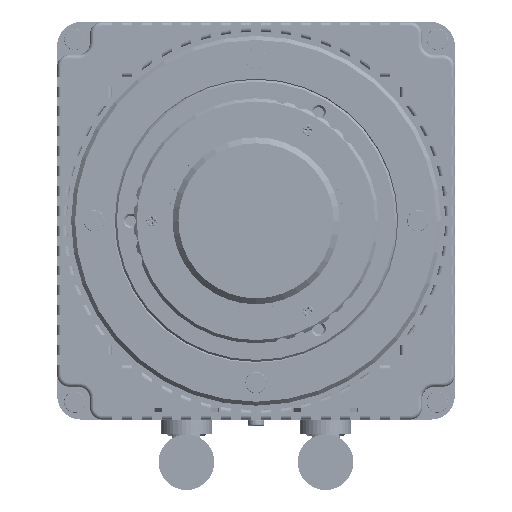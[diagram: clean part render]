
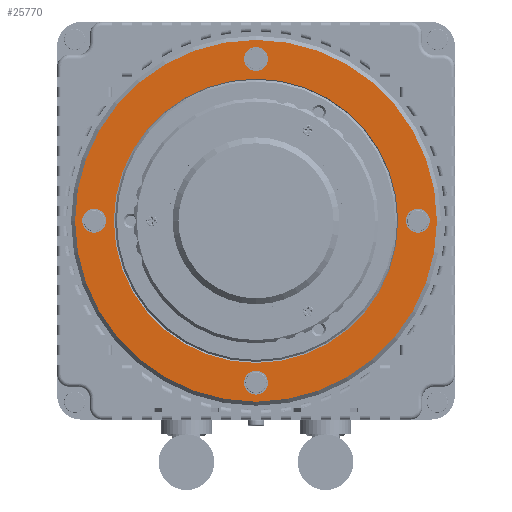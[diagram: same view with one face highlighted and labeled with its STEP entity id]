
A CAD part, front view. The second image highlights one B-rep face of the part: STEP entity #25770.
In plain terms, the highlighted planar face has unit normal (0, -1, 0).
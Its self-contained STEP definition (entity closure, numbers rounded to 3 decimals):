
#297 = CIRCLE ( 'NONE', #119249, 3. ) ;
#889 = CARTESIAN_POINT ( 'NONE',  ( 0., -22.04, 40.7 ) ) ;
#1349 = DIRECTION ( 'NONE',  ( 0., -1., 0. ) ) ;
#5281 = EDGE_LOOP ( 'NONE', ( #156358, #111144 ) ) ;
#7174 = VERTEX_POINT ( 'NONE', #180845 ) ;
#7184 = AXIS2_PLACEMENT_3D ( 'NONE', #15217, #1349, #99176 ) ;
#9182 = ORIENTED_EDGE ( 'NONE', *, *, #167896, .F. ) ;
#9464 = DIRECTION ( 'NONE',  ( -1., 0., 0. ) ) ;
#9480 = DIRECTION ( 'NONE',  ( 0., -1., 0. ) ) ;
#11031 = CARTESIAN_POINT ( 'NONE',  ( 0., -22.04, -40.7 ) ) ;
#12533 = CARTESIAN_POINT ( 'NONE',  ( 0., -22.04, 43.7 ) ) ;
#13241 = EDGE_CURVE ( 'NONE', #62641, #101771, #194846, .T. ) ;
#13845 = CIRCLE ( 'NONE', #7184, 45.5 ) ;
#15217 = CARTESIAN_POINT ( 'NONE',  ( 0., -22.04, 0. ) ) ;
#19947 = VERTEX_POINT ( 'NONE', #49418 ) ;
#23683 = ORIENTED_EDGE ( 'NONE', *, *, #30731, .F. ) ;
#24212 = VERTEX_POINT ( 'NONE', #91720 ) ;
#25770 = ADVANCED_FACE ( 'NONE', ( #43156, #126057, #95163, #193047, #46280, #204844 ), #59124, .T. ) ;
#27769 = ORIENTED_EDGE ( 'NONE', *, *, #159686, .T. ) ;
#30731 = EDGE_CURVE ( 'NONE', #66051, #88245, #99981, .T. ) ;
#32711 = EDGE_LOOP ( 'NONE', ( #97524, #181008 ) ) ;
#36105 = EDGE_LOOP ( 'NONE', ( #86096, #9182 ) ) ;
#41660 = EDGE_CURVE ( 'NONE', #19947, #7174, #297, .T. ) ;
#41808 = AXIS2_PLACEMENT_3D ( 'NONE', #115570, #69795, #166606 ) ;
#43156 = FACE_BOUND ( 'NONE', #32711, .T. ) ;
#44873 = EDGE_CURVE ( 'NONE', #88245, #66051, #116160, .T. ) ;
#46280 = FACE_BOUND ( 'NONE', #84966, .T. ) ;
#48336 = ORIENTED_EDGE ( 'NONE', *, *, #61208, .F. ) ;
#49418 = CARTESIAN_POINT ( 'NONE',  ( -43.7, -22.04, 0. ) ) ;
#49676 = VERTEX_POINT ( 'NONE', #162991 ) ;
#49838 = DIRECTION ( 'NONE',  ( 0., -1., 0. ) ) ;
#56319 = DIRECTION ( 'NONE',  ( 1., 0., 0. ) ) ;
#59124 = PLANE ( 'NONE',  #96319 ) ;
#59387 = EDGE_CURVE ( 'NONE', #66001, #24212, #79114, .T. ) ;
#61208 = EDGE_CURVE ( 'NONE', #7174, #19947, #167696, .T. ) ;
#61999 = EDGE_CURVE ( 'NONE', #205017, #143931, #103268, .T. ) ;
#62231 = DIRECTION ( 'NONE',  ( 0., 0., -1. ) ) ;
#62641 = VERTEX_POINT ( 'NONE', #64357 ) ;
#63048 = DIRECTION ( 'NONE',  ( -1., 0., 0. ) ) ;
#63849 = DIRECTION ( 'NONE',  ( 0., 0., 1. ) ) ;
#64357 = CARTESIAN_POINT ( 'NONE',  ( 0., -22.04, -37.7 ) ) ;
#65294 = ORIENTED_EDGE ( 'NONE', *, *, #41660, .F. ) ;
#66001 = VERTEX_POINT ( 'NONE', #86516 ) ;
#66051 = VERTEX_POINT ( 'NONE', #131224 ) ;
#69795 = DIRECTION ( 'NONE',  ( 0., 1., 0. ) ) ;
#70610 = CARTESIAN_POINT ( 'NONE',  ( -40.7, -22.04, 0. ) ) ;
#76097 = AXIS2_PLACEMENT_3D ( 'NONE', #174274, #126352, #158281 ) ;
#76290 = CARTESIAN_POINT ( 'NONE',  ( 0., -22.04, 0. ) ) ;
#76521 = EDGE_LOOP ( 'NONE', ( #48336, #65294 ) ) ;
#79114 = CIRCLE ( 'NONE', #41808, 35.75 ) ;
#82778 = AXIS2_PLACEMENT_3D ( 'NONE', #70610, #88672, #153565 ) ;
#84141 = CARTESIAN_POINT ( 'NONE',  ( 0., -22.04, -43.7 ) ) ;
#84966 = EDGE_LOOP ( 'NONE', ( #23683, #95362 ) ) ;
#86096 = ORIENTED_EDGE ( 'NONE', *, *, #13241, .F. ) ;
#86516 = CARTESIAN_POINT ( 'NONE',  ( -35.75, -22.04, 0. ) ) ;
#88245 = VERTEX_POINT ( 'NONE', #12533 ) ;
#88672 = DIRECTION ( 'NONE',  ( 0., -1., 0. ) ) ;
#88895 = DIRECTION ( 'NONE',  ( 0., 0., 1. ) ) ;
#88903 = DIRECTION ( 'NONE',  ( 0., 0., -1. ) ) ;
#90153 = DIRECTION ( 'NONE',  ( 1., 0., 0. ) ) ;
#90316 = CARTESIAN_POINT ( 'NONE',  ( 40.7, -22.04, 0. ) ) ;
#90976 = DIRECTION ( 'NONE',  ( 0., -1., 0. ) ) ;
#91604 = AXIS2_PLACEMENT_3D ( 'NONE', #90316, #155217, #9464 ) ;
#91720 = CARTESIAN_POINT ( 'NONE',  ( 35.75, -22.04, 0. ) ) ;
#92043 = DIRECTION ( 'NONE',  ( 0., -1., 0. ) ) ;
#93087 = CARTESIAN_POINT ( 'NONE',  ( 0., -22.04, 0. ) ) ;
#95163 = FACE_BOUND ( 'NONE', #36105, .T. ) ;
#95362 = ORIENTED_EDGE ( 'NONE', *, *, #44873, .F. ) ;
#96319 = AXIS2_PLACEMENT_3D ( 'NONE', #93087, #92043, #62231 ) ;
#97524 = ORIENTED_EDGE ( 'NONE', *, *, #118450, .F. ) ;
#99176 = DIRECTION ( 'NONE',  ( 0., 0., -1. ) ) ;
#99981 = CIRCLE ( 'NONE', #123871, 3. ) ;
#101057 = AXIS2_PLACEMENT_3D ( 'NONE', #185731, #186777, #88903 ) ;
#101771 = VERTEX_POINT ( 'NONE', #84141 ) ;
#102542 = AXIS2_PLACEMENT_3D ( 'NONE', #203088, #9480, #56319 ) ;
#103112 = AXIS2_PLACEMENT_3D ( 'NONE', #11031, #112779, #63849 ) ;
#103268 = CIRCLE ( 'NONE', #76097, 45.5 ) ;
#103694 = ORIENTED_EDGE ( 'NONE', *, *, #59387, .T. ) ;
#105946 = EDGE_CURVE ( 'NONE', #143931, #205017, #13845, .T. ) ;
#106703 = EDGE_CURVE ( 'NONE', #156958, #49676, #146742, .T. ) ;
#111144 = ORIENTED_EDGE ( 'NONE', *, *, #105946, .T. ) ;
#112779 = DIRECTION ( 'NONE',  ( 0., -1., 0. ) ) ;
#114701 = DIRECTION ( 'NONE',  ( 0., 0., -1. ) ) ;
#115570 = CARTESIAN_POINT ( 'NONE',  ( 0., -22.04, 0. ) ) ;
#116160 = CIRCLE ( 'NONE', #136531, 3. ) ;
#118450 = EDGE_CURVE ( 'NONE', #49676, #156958, #132466, .T. ) ;
#119249 = AXIS2_PLACEMENT_3D ( 'NONE', #125860, #142858, #63048 ) ;
#123871 = AXIS2_PLACEMENT_3D ( 'NONE', #889, #49838, #114701 ) ;
#125860 = CARTESIAN_POINT ( 'NONE',  ( -40.7, -22.04, 0. ) ) ;
#126057 = FACE_BOUND ( 'NONE', #174056, .T. ) ;
#126352 = DIRECTION ( 'NONE',  ( 0., -1., 0. ) ) ;
#131224 = CARTESIAN_POINT ( 'NONE',  ( 0., -22.04, 37.7 ) ) ;
#132466 = CIRCLE ( 'NONE', #91604, 3. ) ;
#136531 = AXIS2_PLACEMENT_3D ( 'NONE', #168713, #90976, #88895 ) ;
#142858 = DIRECTION ( 'NONE',  ( 0., -1., 0. ) ) ;
#143782 = CARTESIAN_POINT ( 'NONE',  ( 0., -22.04, 45.5 ) ) ;
#143931 = VERTEX_POINT ( 'NONE', #150338 ) ;
#146742 = CIRCLE ( 'NONE', #102542, 3. ) ;
#150338 = CARTESIAN_POINT ( 'NONE',  ( 0., -22.04, -45.5 ) ) ;
#153565 = DIRECTION ( 'NONE',  ( 1., 0., 0. ) ) ;
#155217 = DIRECTION ( 'NONE',  ( 0., -1., 0. ) ) ;
#156358 = ORIENTED_EDGE ( 'NONE', *, *, #61999, .T. ) ;
#156958 = VERTEX_POINT ( 'NONE', #191078 ) ;
#158281 = DIRECTION ( 'NONE',  ( 0., 0., 1. ) ) ;
#159214 = DIRECTION ( 'NONE',  ( 0., 1., 0. ) ) ;
#159686 = EDGE_CURVE ( 'NONE', #24212, #66001, #181018, .T. ) ;
#160665 = AXIS2_PLACEMENT_3D ( 'NONE', #76290, #159214, #90153 ) ;
#162991 = CARTESIAN_POINT ( 'NONE',  ( 37.7, -22.04, 0. ) ) ;
#166606 = DIRECTION ( 'NONE',  ( -1., 0., 0. ) ) ;
#167696 = CIRCLE ( 'NONE', #82778, 3. ) ;
#167896 = EDGE_CURVE ( 'NONE', #101771, #62641, #192789, .T. ) ;
#168713 = CARTESIAN_POINT ( 'NONE',  ( 0., -22.04, 40.7 ) ) ;
#174056 = EDGE_LOOP ( 'NONE', ( #103694, #27769 ) ) ;
#174274 = CARTESIAN_POINT ( 'NONE',  ( 0., -22.04, 0. ) ) ;
#180845 = CARTESIAN_POINT ( 'NONE',  ( -37.7, -22.04, 0. ) ) ;
#181008 = ORIENTED_EDGE ( 'NONE', *, *, #106703, .F. ) ;
#181018 = CIRCLE ( 'NONE', #160665, 35.75 ) ;
#185731 = CARTESIAN_POINT ( 'NONE',  ( 0., -22.04, -40.7 ) ) ;
#186777 = DIRECTION ( 'NONE',  ( 0., -1., 0. ) ) ;
#191078 = CARTESIAN_POINT ( 'NONE',  ( 43.7, -22.04, 0. ) ) ;
#192789 = CIRCLE ( 'NONE', #101057, 3. ) ;
#193047 = FACE_BOUND ( 'NONE', #76521, .T. ) ;
#194846 = CIRCLE ( 'NONE', #103112, 3. ) ;
#203088 = CARTESIAN_POINT ( 'NONE',  ( 40.7, -22.04, 0. ) ) ;
#204844 = FACE_OUTER_BOUND ( 'NONE', #5281, .T. ) ;
#205017 = VERTEX_POINT ( 'NONE', #143782 ) ;
